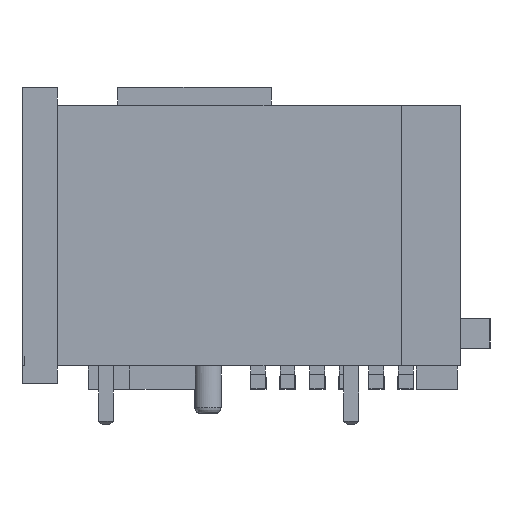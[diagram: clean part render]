
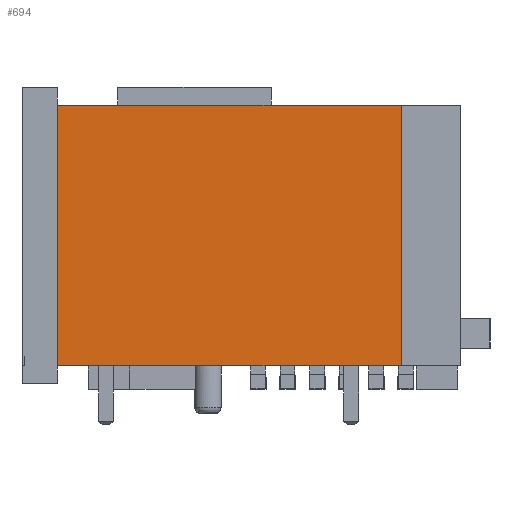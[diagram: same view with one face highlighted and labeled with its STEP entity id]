
A CAD part, left-side view. The second image highlights one B-rep face of the part: STEP entity #694.
In plain terms, the highlighted planar face has unit normal (-1, 0, 0).
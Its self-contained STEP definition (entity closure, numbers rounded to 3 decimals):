
#528=CARTESIAN_POINT('',(-41.529,6.463,1.031));
#529=VERTEX_POINT('',#528);
#536=CARTESIAN_POINT('',(-41.529,6.463,12.233));
#537=VERTEX_POINT('',#536);
#538=CARTESIAN_POINT('',(-41.529,6.463,1.031));
#539=DIRECTION('',(0.0,0.0,1.0));
#540=VECTOR('',#539,11.201);
#541=LINE('',#538,#540);
#542=EDGE_CURVE('',#529,#537,#541,.T.);
#585=CARTESIAN_POINT('',(-41.529,-8.32,12.233));
#586=VERTEX_POINT('',#585);
#587=CARTESIAN_POINT('',(-41.529,-8.32,1.031));
#588=VERTEX_POINT('',#587);
#589=CARTESIAN_POINT('',(-41.529,-8.32,12.233));
#590=DIRECTION('',(0.0,0.0,-1.0));
#591=VECTOR('',#590,11.201);
#592=LINE('',#589,#591);
#593=EDGE_CURVE('',#586,#588,#592,.T.);
#636=CARTESIAN_POINT('',(-41.529,6.463,1.031));
#637=DIRECTION('',(0.0,-1.0,0.0));
#638=VECTOR('',#637,14.783);
#639=LINE('',#636,#638);
#640=EDGE_CURVE('',#529,#588,#639,.T.);
#671=CARTESIAN_POINT('',(-41.529,6.463,12.233));
#672=DIRECTION('',(0.0,-1.0,0.0));
#673=VECTOR('',#672,14.783);
#674=LINE('',#671,#673);
#675=EDGE_CURVE('',#537,#586,#674,.T.);
#683=CARTESIAN_POINT('',(-41.529,-0.929,6.632));
#684=DIRECTION('',(1.0,0.0,0.0));
#685=DIRECTION('',(0.0,1.0,0.0));
#686=AXIS2_PLACEMENT_3D('',#683,#684,#685);
#687=PLANE('',#686);
#688=ORIENTED_EDGE('',*,*,#640,.T.);
#689=ORIENTED_EDGE('',*,*,#593,.F.);
#690=ORIENTED_EDGE('',*,*,#675,.F.);
#691=ORIENTED_EDGE('',*,*,#542,.F.);
#692=EDGE_LOOP('',(#688,#689,#690,#691));
#693=FACE_OUTER_BOUND('',#692,.T.);
#694=ADVANCED_FACE('',(#693),#687,.F.);
